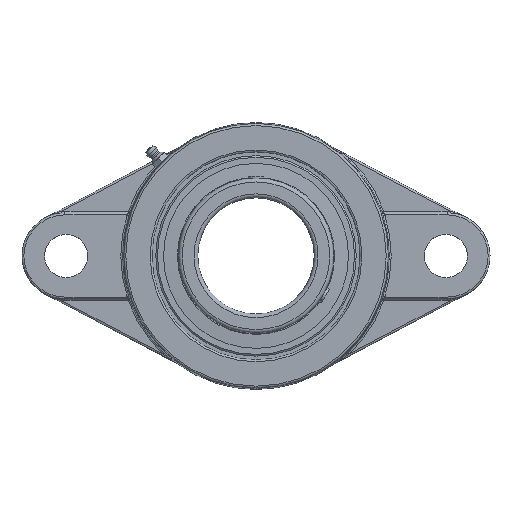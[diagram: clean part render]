
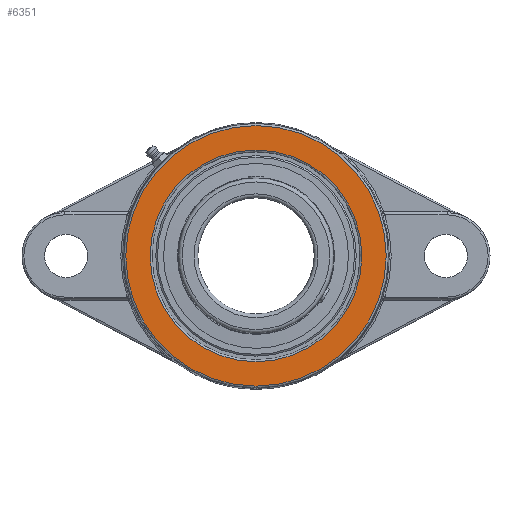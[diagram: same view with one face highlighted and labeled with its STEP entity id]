
A CAD part, top view. The second image highlights one B-rep face of the part: STEP entity #6351.
In plain terms, the highlighted planar face has unit normal (0, 0, 1).
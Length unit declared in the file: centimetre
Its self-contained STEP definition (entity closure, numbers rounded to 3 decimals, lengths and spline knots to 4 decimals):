
#6294=CARTESIAN_POINT('',(0.,6.9299,4.8));
#6295=VERTEX_POINT('',#6294);
#6322=CARTESIAN_POINT('',(0.,0.,4.8));
#6323=DIRECTION('',(-0.,0.,-1.));
#6324=DIRECTION('',(-0.,-1.,0.));
#6325=AXIS2_PLACEMENT_3D('',#6322,#6323,#6324);
#6326=CIRCLE('',#6325,6.9299);
#6327=EDGE_CURVE('',#6295,#6295,#6326,.T.);
#6332=CARTESIAN_POINT('',(-0.,-0.,4.8));
#6333=DIRECTION('',(0.,0.,1.));
#6334=DIRECTION('',(1.,0.,0.));
#6335=AXIS2_PLACEMENT_3D('',#6332,#6333,#6334);
#6336=PLANE('',#6335);
#6337=CARTESIAN_POINT('',(0.,-5.6317,4.8));
#6338=VERTEX_POINT('',#6337);
#6339=CARTESIAN_POINT('',(0.,0.,4.8));
#6340=DIRECTION('',(0.,-0.,1.));
#6341=DIRECTION('',(0.,1.,0.));
#6342=AXIS2_PLACEMENT_3D('',#6339,#6340,#6341);
#6343=CIRCLE('',#6342,5.6317);
#6344=EDGE_CURVE('',#6338,#6338,#6343,.T.);
#6345=ORIENTED_EDGE('',*,*,#6344,.F.);
#6346=EDGE_LOOP('',(#6345));
#6347=FACE_BOUND('',#6346,.T.);
#6348=ORIENTED_EDGE('',*,*,#6327,.F.);
#6349=EDGE_LOOP('',(#6348));
#6350=FACE_BOUND('',#6349,.T.);
#6351=ADVANCED_FACE('',(#6347,#6350),#6336,.T.);
